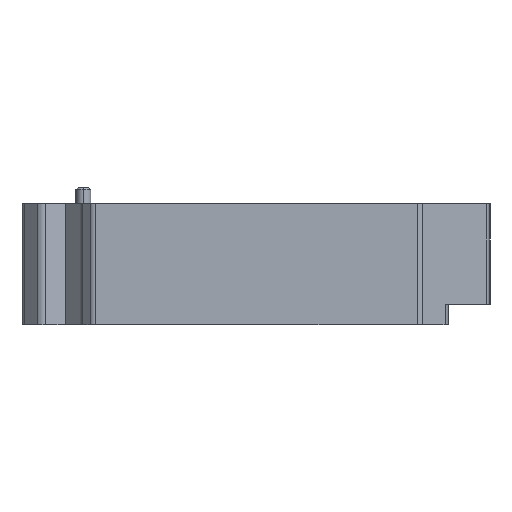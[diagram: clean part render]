
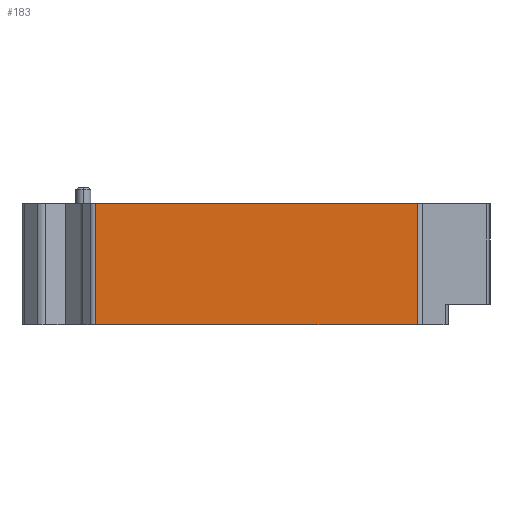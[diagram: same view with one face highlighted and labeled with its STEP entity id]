
A CAD part, left-side view. The second image highlights one B-rep face of the part: STEP entity #183.
In plain terms, the highlighted planar face has unit normal (-1, 0, 0).
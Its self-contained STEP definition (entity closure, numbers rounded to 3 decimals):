
#183=ADVANCED_FACE('',(#346),#271,.T.);
#271=PLANE('',#2202);
#346=FACE_OUTER_BOUND('',#449,.T.);
#449=EDGE_LOOP('',(#885,#886,#887,#888));
#885=ORIENTED_EDGE('',*,*,#1588,.T.);
#886=ORIENTED_EDGE('',*,*,#1445,.T.);
#887=ORIENTED_EDGE('',*,*,#1587,.T.);
#888=ORIENTED_EDGE('',*,*,#1589,.T.);
#1246=VERTEX_POINT('',#3014);
#1247=VERTEX_POINT('',#3016);
#1347=VERTEX_POINT('',#3291);
#1348=VERTEX_POINT('',#3295);
#1445=EDGE_CURVE('',#1247,#1246,#1719,.T.);
#1587=EDGE_CURVE('',#1246,#1347,#1815,.T.);
#1588=EDGE_CURVE('',#1348,#1247,#1816,.T.);
#1589=EDGE_CURVE('',#1347,#1348,#1817,.T.);
#1719=LINE('',#3015,#1932);
#1815=LINE('',#3292,#2028);
#1816=LINE('',#3294,#2029);
#1817=LINE('',#3296,#2030);
#1932=VECTOR('',#2393,1.);
#2028=VECTOR('',#2649,1.);
#2029=VECTOR('',#2652,1.);
#2030=VECTOR('',#2653,1.);
#2202=AXIS2_PLACEMENT_3D('',#3297,#2654,#2655);
#2393=DIRECTION('',(0.,1.,0.));
#2649=DIRECTION('',(0.,0.,-1.));
#2652=DIRECTION('',(0.,0.,1.));
#2653=DIRECTION('',(0.,-1.,0.));
#2654=DIRECTION('',(-1.,0.,0.));
#2655=DIRECTION('',(0.,1.,0.));
#3014=CARTESIAN_POINT('',(-26.75,18.436,0.));
#3015=CARTESIAN_POINT('',(-26.75,-24.036,0.));
#3016=CARTESIAN_POINT('',(-26.75,-24.036,0.));
#3291=CARTESIAN_POINT('',(-26.75,18.436,-16.));
#3292=CARTESIAN_POINT('',(-26.75,18.436,0.));
#3294=CARTESIAN_POINT('',(-26.75,-24.036,-13.3));
#3295=CARTESIAN_POINT('',(-26.75,-24.036,-16.));
#3296=CARTESIAN_POINT('',(-26.75,18.436,-16.));
#3297=CARTESIAN_POINT('',(-26.75,28.15,0.));
